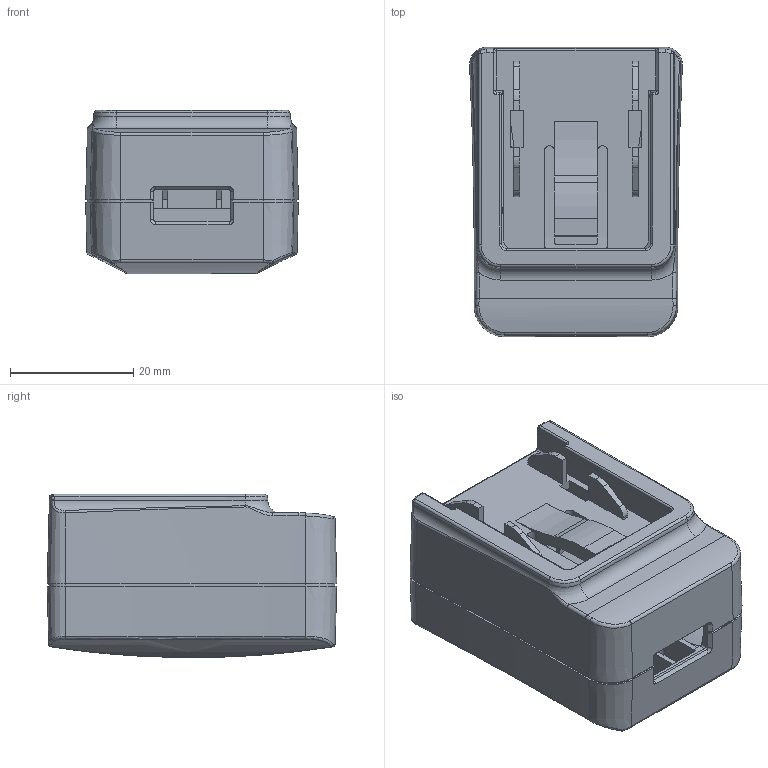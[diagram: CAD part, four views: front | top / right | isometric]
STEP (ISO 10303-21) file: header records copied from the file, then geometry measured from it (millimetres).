
FILE_DESCRIPTION((''),'2;1');
FILE_NAME('GT-83083-05VV-USB-F-BLADE_ASM','2022-08-01T09:24:11',('jirenqiang'),(''),'CREO PARAMETRIC BY PTC INC, 2018050','CREO PARAMETRIC BY PTC INC, 2018050','');
FILE_SCHEMA(('CONFIG_CONTROL_DESIGN'));
Length unit declared in the file: millimetre
Products named in the file (7): TOP-; BOT-; CASE_ASM; BOT-ASM_ASM; TOP2; GT-83083-05VV-USB-F-BLADE-_ASM; GT-83083-05VV-USB-F-BLADE_ASM
Assembly tree (6 placements, depth 5):
  GT-83083-05VV-USB-F-BLADE_ASM
    GT-83083-05VV-USB-F-BLADE-_ASM
      TOP-
      BOT-ASM_ASM
        CASE_ASM
          BOT-
      TOP2
Bounding box: 34.53 x 47 x 26.5 mm (x, y, z)
Volume: 16473.5 mm3; surface area: 20512.5 mm2
Topology: 3 solids, 3 shells, 1272 faces, 3546 edges, 2274 vertices
Faces by surface type: plane 662, cylinder 270, cone 153, bspline 92, torus 74, sphere 16, extrusion 3, revolution 2
Entity records: 47238 total; most frequent: CARTESIAN_POINT 15118, ORIENTED_EDGE 7060, DIRECTION 6359, EDGE_CURVE 3530, VERTEX_POINT 2274, AXIS2_PLACEMENT_3D 2179, VECTOR 1999, LINE 1996
